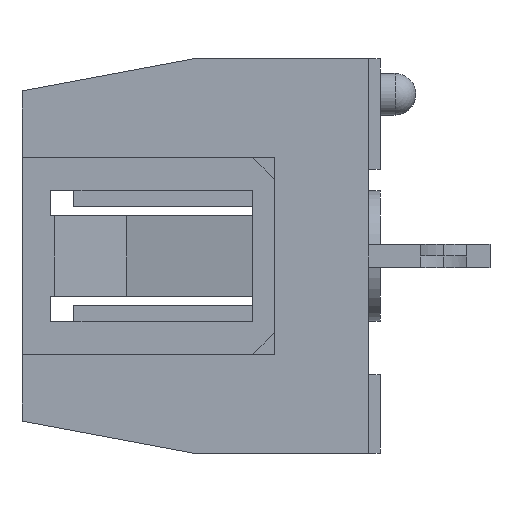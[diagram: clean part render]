
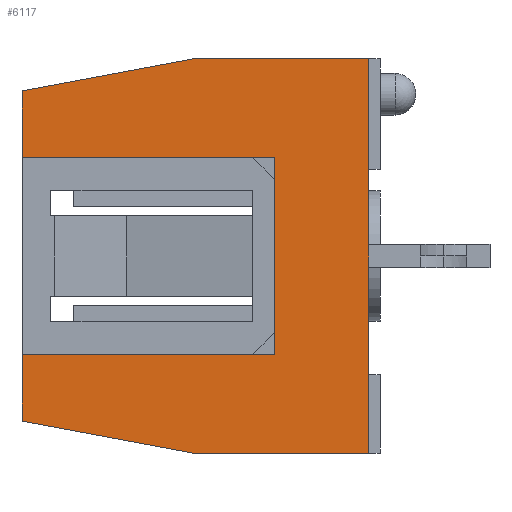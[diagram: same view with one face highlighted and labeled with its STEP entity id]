
A CAD part, left-side view. The second image highlights one B-rep face of the part: STEP entity #6117.
In plain terms, the highlighted planar face has unit normal (-1, 0, 0).
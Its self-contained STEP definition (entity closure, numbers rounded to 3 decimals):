
#1 = ORIENTED_EDGE ( 'NONE', *, *, #7300, .F. ) ;
#87 = ORIENTED_EDGE ( 'NONE', *, *, #7197, .F. ) ;
#109 = CARTESIAN_POINT ( 'NONE',  ( -18.565, 1.823, 9.765 ) ) ;
#132 = AXIS2_PLACEMENT_3D ( 'NONE', #6313, #6965, #3136 ) ;
#169 = CARTESIAN_POINT ( 'NONE',  ( -18.565, 15.24, 8.66 ) ) ;
#185 = CARTESIAN_POINT ( 'NONE',  ( -18.565, 0., 8.66 ) ) ;
#219 = VECTOR ( 'NONE', #1429, 1000. ) ;
#445 = CARTESIAN_POINT ( 'NONE',  ( -18.565, 15.24, -8.66 ) ) ;
#943 = ORIENTED_EDGE ( 'NONE', *, *, #2079, .T. ) ;
#1133 = ORIENTED_EDGE ( 'NONE', *, *, #7015, .T. ) ;
#1156 = VECTOR ( 'NONE', #6430, 1000. ) ;
#1245 = CARTESIAN_POINT ( 'NONE',  ( -18.565, 7.74, 8.66 ) ) ;
#1301 = ORIENTED_EDGE ( 'NONE', *, *, #3217, .T. ) ;
#1398 = CARTESIAN_POINT ( 'NONE',  ( -18.565, 0., 8.66 ) ) ;
#1401 = DIRECTION ( 'NONE',  ( 0., -0.983, 0.183 ) ) ;
#1429 = DIRECTION ( 'NONE',  ( 0., -1., 0. ) ) ;
#1467 = ORIENTED_EDGE ( 'NONE', *, *, #3845, .T. ) ;
#1550 = LINE ( 'NONE', #6332, #3222 ) ;
#1565 = VERTEX_POINT ( 'NONE', #5404 ) ;
#1714 = CARTESIAN_POINT ( 'NONE',  ( -18.565, 0., 4.33 ) ) ;
#1774 = VERTEX_POINT ( 'NONE', #3241 ) ;
#1828 = VECTOR ( 'NONE', #4988, 1000. ) ;
#1932 = VERTEX_POINT ( 'NONE', #1398 ) ;
#2079 = EDGE_CURVE ( 'NONE', #7764, #1774, #6676, .T. ) ;
#2123 = FACE_OUTER_BOUND ( 'NONE', #7862, .T. ) ;
#2223 = LINE ( 'NONE', #109, #2515 ) ;
#2317 = VERTEX_POINT ( 'NONE', #3683 ) ;
#2346 = DIRECTION ( 'NONE',  ( 0., -1., 0. ) ) ;
#2515 = VECTOR ( 'NONE', #1401, 1000. ) ;
#2777 = EDGE_CURVE ( 'NONE', #8215, #1565, #3565, .T. ) ;
#3013 = LINE ( 'NONE', #445, #1828 ) ;
#3084 = ORIENTED_EDGE ( 'NONE', *, *, #4921, .F. ) ;
#3136 = DIRECTION ( 'NONE',  ( 0., 0., -1. ) ) ;
#3155 = LINE ( 'NONE', #5883, #4660 ) ;
#3164 = CARTESIAN_POINT ( 'NONE',  ( -18.565, 15.24, 4.33 ) ) ;
#3217 = EDGE_CURVE ( 'NONE', #8215, #5975, #3155, .T. ) ;
#3222 = VECTOR ( 'NONE', #8225, 1000. ) ;
#3241 = CARTESIAN_POINT ( 'NONE',  ( -18.565, 4.14, 4.33 ) ) ;
#3398 = VECTOR ( 'NONE', #3731, 1000. ) ;
#3565 = LINE ( 'NONE', #6860, #5951 ) ;
#3683 = CARTESIAN_POINT ( 'NONE',  ( -18.565, 4.14, -4.33 ) ) ;
#3731 = DIRECTION ( 'NONE',  ( 0., 0., 1. ) ) ;
#3787 = CARTESIAN_POINT ( 'NONE',  ( -18.565, 15.24, 8.66 ) ) ;
#3845 = EDGE_CURVE ( 'NONE', #1774, #2317, #6427, .T. ) ;
#4086 = VERTEX_POINT ( 'NONE', #7903 ) ;
#4208 = LINE ( 'NONE', #169, #219 ) ;
#4258 = CARTESIAN_POINT ( 'NONE',  ( -18.565, 7.74, -8.66 ) ) ;
#4652 = ORIENTED_EDGE ( 'NONE', *, *, #2777, .F. ) ;
#4660 = VECTOR ( 'NONE', #7786, 1000. ) ;
#4887 = VERTEX_POINT ( 'NONE', #1245 ) ;
#4921 = EDGE_CURVE ( 'NONE', #1565, #2317, #1550, .T. ) ;
#4969 = VECTOR ( 'NONE', #2346, 1000. ) ;
#4988 = DIRECTION ( 'NONE',  ( 0., -1., 0. ) ) ;
#5030 = PLANE ( 'NONE',  #132 ) ;
#5043 = ORIENTED_EDGE ( 'NONE', *, *, #7288, .F. ) ;
#5272 = DIRECTION ( 'NONE',  ( 0., 0., 1. ) ) ;
#5404 = CARTESIAN_POINT ( 'NONE',  ( -18.565, 15.24, -4.33 ) ) ;
#5526 = DIRECTION ( 'NONE',  ( 0., 0., 1. ) ) ;
#5590 = LINE ( 'NONE', #3787, #3398 ) ;
#5698 = CARTESIAN_POINT ( 'NONE',  ( -18.565, 4.14, 0. ) ) ;
#5883 = CARTESIAN_POINT ( 'NONE',  ( -18.565, 1.823, -9.765 ) ) ;
#5951 = VECTOR ( 'NONE', #5526, 1000. ) ;
#5975 = VERTEX_POINT ( 'NONE', #4258 ) ;
#6117 = ADVANCED_FACE ( 'NONE', ( #2123 ), #5030, .F. ) ;
#6313 = CARTESIAN_POINT ( 'NONE',  ( -18.565, 15.24, 8.66 ) ) ;
#6332 = CARTESIAN_POINT ( 'NONE',  ( -18.565, 0., -4.33 ) ) ;
#6337 = EDGE_CURVE ( 'NONE', #6343, #1932, #8094, .T. ) ;
#6343 = VERTEX_POINT ( 'NONE', #7845 ) ;
#6391 = VECTOR ( 'NONE', #5272, 1000. ) ;
#6427 = LINE ( 'NONE', #5698, #1156 ) ;
#6430 = DIRECTION ( 'NONE',  ( 0., 0., -1. ) ) ;
#6676 = LINE ( 'NONE', #1714, #4969 ) ;
#6740 = CARTESIAN_POINT ( 'NONE',  ( -18.565, 15.24, -7.26 ) ) ;
#6860 = CARTESIAN_POINT ( 'NONE',  ( -18.565, 15.24, 8.66 ) ) ;
#6946 = ORIENTED_EDGE ( 'NONE', *, *, #6337, .T. ) ;
#6965 = DIRECTION ( 'NONE',  ( 1., 0., 0. ) ) ;
#7015 = EDGE_CURVE ( 'NONE', #5975, #6343, #3013, .T. ) ;
#7197 = EDGE_CURVE ( 'NONE', #7764, #4086, #5590, .T. ) ;
#7288 = EDGE_CURVE ( 'NONE', #4086, #4887, #2223, .T. ) ;
#7300 = EDGE_CURVE ( 'NONE', #4887, #1932, #4208, .T. ) ;
#7764 = VERTEX_POINT ( 'NONE', #3164 ) ;
#7786 = DIRECTION ( 'NONE',  ( 0., -0.983, -0.183 ) ) ;
#7845 = CARTESIAN_POINT ( 'NONE',  ( -18.565, 0., -8.66 ) ) ;
#7862 = EDGE_LOOP ( 'NONE', ( #5043, #87, #943, #1467, #3084, #4652, #1301, #1133, #6946, #1 ) ) ;
#7903 = CARTESIAN_POINT ( 'NONE',  ( -18.565, 15.24, 7.26 ) ) ;
#8094 = LINE ( 'NONE', #185, #6391 ) ;
#8215 = VERTEX_POINT ( 'NONE', #6740 ) ;
#8225 = DIRECTION ( 'NONE',  ( 0., -1., 0. ) ) ;
